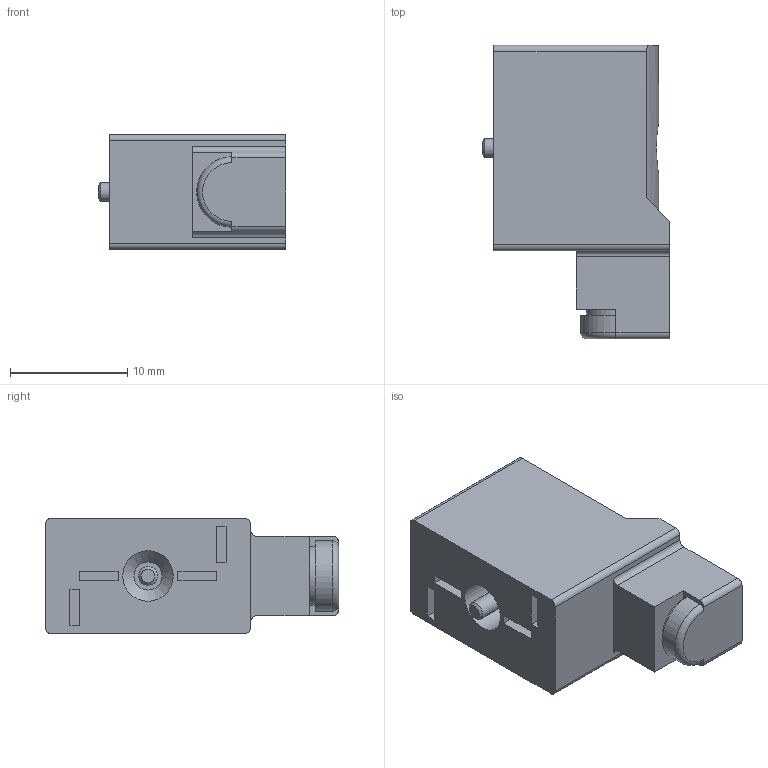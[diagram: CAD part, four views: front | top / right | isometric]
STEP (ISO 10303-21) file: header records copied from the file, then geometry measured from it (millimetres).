
FILE_DESCRIPTION(/* description */ ('STEP AP214'),/* implementation_level */ '2;1');
FILE_NAME(/* name */ '185521_MSSD-ZBZC',/* time_stamp */ '2024-09-11T20:24:59+02:00',/* author */ ('License CC BY-ND 4.0'),/* organization */ ('CADENAS'),/* preprocessor_version */ 'ST-DEVELOPER v19.3',/* originating_system */ 'PARTsolutions',/* authorisation */ ' ');
FILE_SCHEMA (('AUTOMOTIVE_DESIGN {1 0 10303 214 3 1 1}'));
Length unit declared in the file: millimetre
Products named in the file (1): 185521 MSSD-ZBZC---(0)
Bounding box: 16 x 25 x 9.8 mm (x, y, z)
Volume: 2567.5 mm3; surface area: 1704.1 mm2
Topology: 1 solids, 1 shells, 80 faces, 203 edges, 134 vertices
Faces by surface type: plane 56, cylinder 20, torus 2, cone 2
Full cylindrical faces by diameter (mm): 1.6 x1, 2.4 x1, 3.8 x1, 4.3 x2
Entity records: 2953 total; most frequent: CARTESIAN_POINT 460, ORIENTED_EDGE 388, DIRECTION 382, EDGE_CURVE 194, LINE 138, VECTOR 138, VERTEX_POINT 133, AXIS2_PLACEMENT_3D 122
